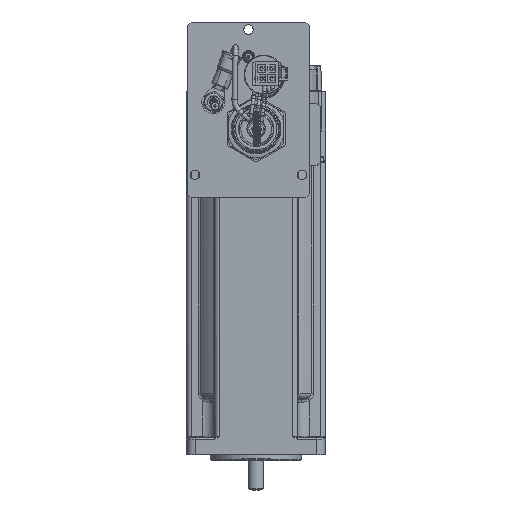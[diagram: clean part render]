
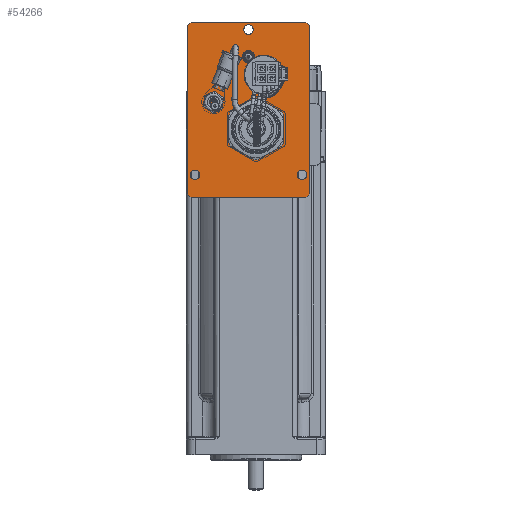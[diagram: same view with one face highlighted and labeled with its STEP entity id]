
A CAD part, top view. The second image highlights one B-rep face of the part: STEP entity #54266.
In plain terms, the highlighted planar face has unit normal (0, 0, 1).
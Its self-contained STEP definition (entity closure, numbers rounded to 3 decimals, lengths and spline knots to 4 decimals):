
#1792=PLANE('',#57843);
#2304=FACE_BOUND('',#18387,.T.);
#2305=FACE_BOUND('',#18388,.T.);
#2306=FACE_BOUND('',#18389,.T.);
#2307=FACE_BOUND('',#18390,.T.);
#2308=FACE_BOUND('',#18391,.T.);
#2309=FACE_BOUND('',#18392,.T.);
#7178=LINE('',#119808,#11888);
#7182=LINE('',#119816,#11892);
#7183=LINE('',#119818,#11893);
#7184=LINE('',#119820,#11894);
#7185=LINE('',#119822,#11895);
#7186=LINE('',#119824,#11896);
#7187=LINE('',#119826,#11897);
#7188=LINE('',#119827,#11898);
#11888=VECTOR('',#69094,0.3937);
#11892=VECTOR('',#69100,0.3937);
#11893=VECTOR('',#69101,0.3937);
#11894=VECTOR('',#69102,0.3937);
#11895=VECTOR('',#69103,0.3937);
#11896=VECTOR('',#69104,0.3937);
#11897=VECTOR('',#69105,0.3937);
#11898=VECTOR('',#69106,0.3937);
#15197=FACE_OUTER_BOUND('',#18386,.T.);
#18386=EDGE_LOOP('',(#46081,#46082,#46083,#46084,#46085,#46086,#46087,#46088));
#18387=EDGE_LOOP('',(#46089));
#18388=EDGE_LOOP('',(#46090));
#18389=EDGE_LOOP('',(#46091));
#18390=EDGE_LOOP('',(#46092));
#18391=EDGE_LOOP('',(#46093));
#18392=EDGE_LOOP('',(#46094));
#21086=CIRCLE('',#57844,0.0685);
#21087=CIRCLE('',#57845,0.0685);
#21088=CIRCLE('',#57846,0.078);
#21089=CIRCLE('',#57847,0.078);
#21090=CIRCLE('',#57848,0.078);
#21091=CIRCLE('',#57849,0.4063);
#25631=VERTEX_POINT('',#119806);
#25632=VERTEX_POINT('',#119807);
#25635=VERTEX_POINT('',#119815);
#25636=VERTEX_POINT('',#119817);
#25637=VERTEX_POINT('',#119819);
#25638=VERTEX_POINT('',#119821);
#25639=VERTEX_POINT('',#119823);
#25640=VERTEX_POINT('',#119825);
#25641=VERTEX_POINT('',#119828);
#25642=VERTEX_POINT('',#119830);
#25643=VERTEX_POINT('',#119832);
#25644=VERTEX_POINT('',#119834);
#25645=VERTEX_POINT('',#119836);
#25646=VERTEX_POINT('',#119838);
#32569=EDGE_CURVE('',#25631,#25632,#7178,.T.);
#32573=EDGE_CURVE('',#25635,#25631,#7182,.T.);
#32574=EDGE_CURVE('',#25636,#25635,#7183,.T.);
#32575=EDGE_CURVE('',#25637,#25636,#7184,.T.);
#32576=EDGE_CURVE('',#25638,#25637,#7185,.T.);
#32577=EDGE_CURVE('',#25639,#25638,#7186,.T.);
#32578=EDGE_CURVE('',#25640,#25639,#7187,.T.);
#32579=EDGE_CURVE('',#25632,#25640,#7188,.T.);
#32580=EDGE_CURVE('',#25641,#25641,#21086,.T.);
#32581=EDGE_CURVE('',#25642,#25642,#21087,.T.);
#32582=EDGE_CURVE('',#25643,#25643,#21088,.T.);
#32583=EDGE_CURVE('',#25644,#25644,#21089,.T.);
#32584=EDGE_CURVE('',#25645,#25645,#21090,.T.);
#32585=EDGE_CURVE('',#25646,#25646,#21091,.T.);
#46081=ORIENTED_EDGE('',*,*,#32569,.F.);
#46082=ORIENTED_EDGE('',*,*,#32573,.F.);
#46083=ORIENTED_EDGE('',*,*,#32574,.F.);
#46084=ORIENTED_EDGE('',*,*,#32575,.F.);
#46085=ORIENTED_EDGE('',*,*,#32576,.F.);
#46086=ORIENTED_EDGE('',*,*,#32577,.F.);
#46087=ORIENTED_EDGE('',*,*,#32578,.F.);
#46088=ORIENTED_EDGE('',*,*,#32579,.F.);
#46089=ORIENTED_EDGE('',*,*,#32580,.T.);
#46090=ORIENTED_EDGE('',*,*,#32581,.T.);
#46091=ORIENTED_EDGE('',*,*,#32582,.T.);
#46092=ORIENTED_EDGE('',*,*,#32583,.T.);
#46093=ORIENTED_EDGE('',*,*,#32584,.T.);
#46094=ORIENTED_EDGE('',*,*,#32585,.T.);
#54266=ADVANCED_FACE('',(#15197,#2304,#2305,#2306,#2307,#2308,#2309),#1792,
 .T.);
#57843=AXIS2_PLACEMENT_3D('',#119814,#69098,#69099);
#57844=AXIS2_PLACEMENT_3D('',#119829,#69107,#69108);
#57845=AXIS2_PLACEMENT_3D('',#119831,#69109,#69110);
#57846=AXIS2_PLACEMENT_3D('',#119833,#69111,#69112);
#57847=AXIS2_PLACEMENT_3D('',#119835,#69113,#69114);
#57848=AXIS2_PLACEMENT_3D('',#119837,#69115,#69116);
#57849=AXIS2_PLACEMENT_3D('',#119839,#69117,#69118);
#69094=DIRECTION('',(-0.707,0.707,0.));
#69098=DIRECTION('center_axis',(0.,0.,
1.));
#69099=DIRECTION('ref_axis',(1.,0.,0.));
#69100=DIRECTION('',(-1.,0.,0.));
#69101=DIRECTION('',(-0.707,-0.707,0.));
#69102=DIRECTION('',(0.,-1.,0.));
#69103=DIRECTION('',(0.707,-0.707,0.));
#69104=DIRECTION('',(1.,0.,0.));
#69105=DIRECTION('',(0.707,0.707,0.));
#69106=DIRECTION('',(0.,1.,0.));
#69107=DIRECTION('center_axis',(0.,0.,
-1.));
#69108=DIRECTION('ref_axis',(-1.,0.,0.));
#69109=DIRECTION('center_axis',(0.,0.,
-1.));
#69110=DIRECTION('ref_axis',(-1.,0.,0.));
#69111=DIRECTION('center_axis',(0.,0.,
-1.));
#69112=DIRECTION('ref_axis',(-1.,0.,0.));
#69113=DIRECTION('center_axis',(0.,0.,
-1.));
#69114=DIRECTION('ref_axis',(-1.,0.,0.));
#69115=DIRECTION('center_axis',(0.,0.,
-1.));
#69116=DIRECTION('ref_axis',(-1.,0.,0.));
#69117=DIRECTION('center_axis',(0.,0.,
-1.));
#69118=DIRECTION('ref_axis',(-1.,0.,0.));
#119806=CARTESIAN_POINT('',(-1.0625,2.8603,24.7136));
#119807=CARTESIAN_POINT('',(-1.125,2.9228,24.7136));
#119808=CARTESIAN_POINT('',(-1.2031,3.0009,24.7136));
#119814=CARTESIAN_POINT('Origin',(-0.125,4.2978,24.7136));
#119815=CARTESIAN_POINT('',(0.8125,2.8603,24.7136));
#119816=CARTESIAN_POINT('',(0.875,2.8603,24.7136));
#119817=CARTESIAN_POINT('',(0.875,2.9228,24.7136));
#119818=CARTESIAN_POINT('',(0.9531,3.0009,24.7136));
#119819=CARTESIAN_POINT('',(0.875,5.6728,24.7136));
#119820=CARTESIAN_POINT('',(0.875,5.7353,24.7136));
#119821=CARTESIAN_POINT('',(0.8125,5.7353,24.7136));
#119822=CARTESIAN_POINT('',(0.9531,5.5947,24.7136));
#119823=CARTESIAN_POINT('',(-1.0625,5.7353,24.7136));
#119824=CARTESIAN_POINT('',(-1.125,5.7353,24.7136));
#119825=CARTESIAN_POINT('',(-1.125,5.6728,24.7136));
#119826=CARTESIAN_POINT('',(-1.2031,5.5947,24.7136));
#119827=CARTESIAN_POINT('',(-1.125,2.8603,24.7136));
#119828=CARTESIAN_POINT('',(-0.0565,5.1653,24.7136));
#119829=CARTESIAN_POINT('Origin',(-0.125,5.1653,24.7136));
#119830=CARTESIAN_POINT('',(-0.6065,4.3603,24.7136));
#119831=CARTESIAN_POINT('Origin',(-0.675,4.3603,24.7136));
#119832=CARTESIAN_POINT('',(0.828,3.2353,24.7136));
#119833=CARTESIAN_POINT('Origin',(0.75,3.2353,24.7136));
#119834=CARTESIAN_POINT('',(-0.047,5.6103,24.7136));
#119835=CARTESIAN_POINT('Origin',(-0.125,5.6103,24.7136));
#119836=CARTESIAN_POINT('',(-0.922,3.2353,24.7136));
#119837=CARTESIAN_POINT('Origin',(-1.,3.2353,24.7136));
#119838=CARTESIAN_POINT('',(0.4062,3.9853,24.7136));
#119839=CARTESIAN_POINT('Origin',(0.,3.9853,
24.7136));
